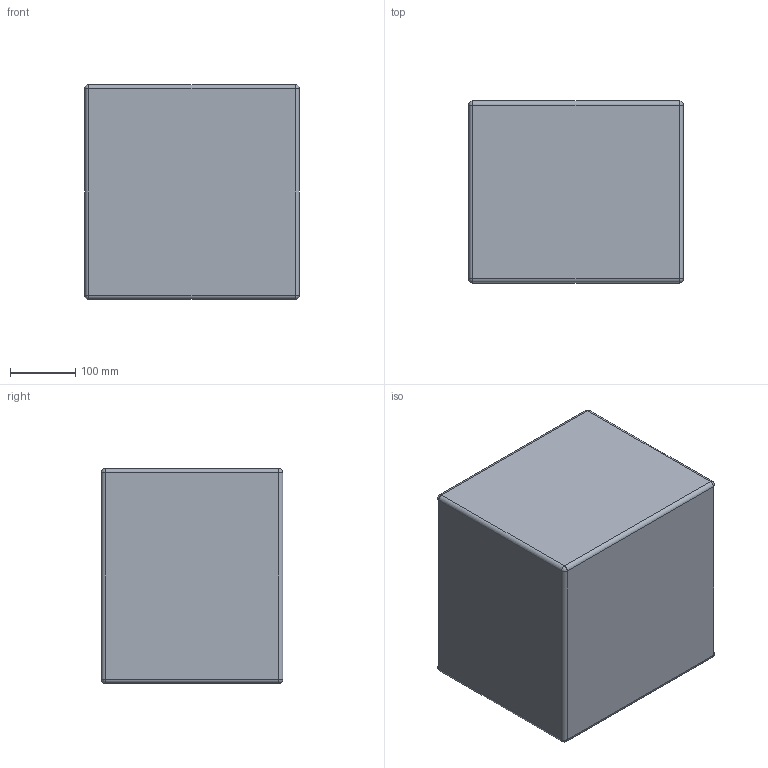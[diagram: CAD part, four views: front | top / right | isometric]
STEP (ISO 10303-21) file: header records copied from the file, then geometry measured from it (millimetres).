
FILE_DESCRIPTION(/* description */ (''),/* implementation_level */ '2;1');
FILE_NAME(/* name */ 'PowerUp Cube_sldprt.stp',/* time_stamp */ '2018-01-12T09:36:45-05:00',/* author */ (''),/* organization */ (''),/* preprocessor_version */ 'ST-DEVELOPER v16',/* originating_system */ 'SIEMENS PLM Software NX 11.0',/* authorisation */ '');
FILE_SCHEMA (('AUTOMOTIVE_DESIGN { 1 0 10303 214 3 1 1 1 }'));
Length unit declared in the file: millimetre
Products named in the file (1): PowerUp Cube_sldprt
Bounding box: 330.2 x 279.4 x 330.2 mm (x, y, z)
Volume: 30431365.5 mm3; surface area: 576804.4 mm2
Topology: 1 solids, 1 shells, 26 faces, 56 edges, 24 vertices
Faces by surface type: cylinder 12, revolution 8, plane 6
Entity records: 680 total; most frequent: CARTESIAN_POINT 131, DIRECTION 118, ORIENTED_EDGE 96, EDGE_CURVE 48, AXIS2_PLACEMENT_3D 43, ADVANCED_FACE 26, FACE_OUTER_BOUND 26, EDGE_LOOP 26
